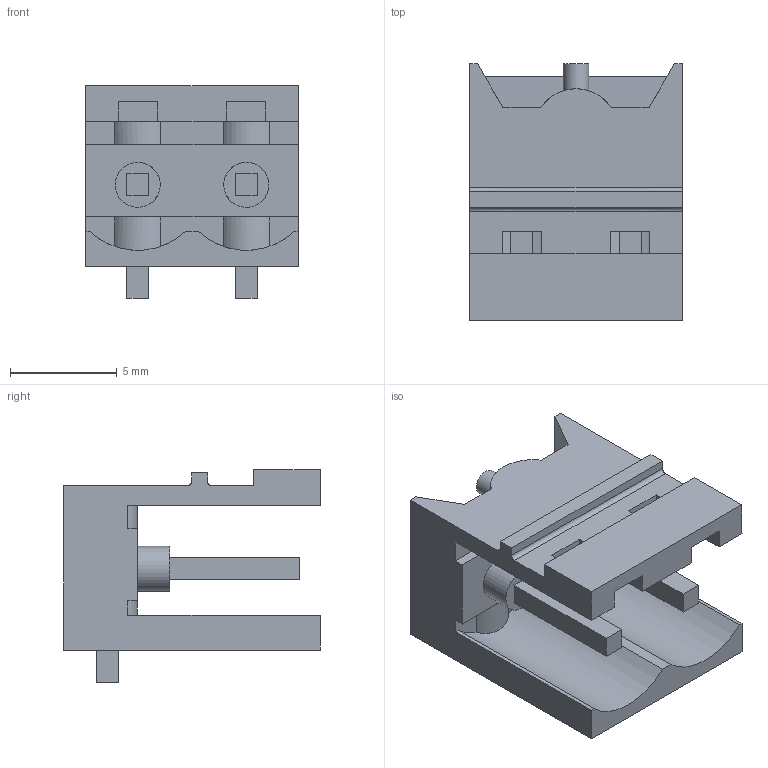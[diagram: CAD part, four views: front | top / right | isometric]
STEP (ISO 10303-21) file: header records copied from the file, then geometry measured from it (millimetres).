
FILE_DESCRIPTION(('CATIA V5 STEP Exchange','CAx-IF Rec.Pracs.--- Model Styling and Organization---1.4--- 2014-01-23'),'2;1');
FILE_NAME ('D1456769_0', '2019-01-09T09:56:09+00:00', ('none'), ('Weidmueller'), 'CATIA Version 5-6 Release 2016 SP3 HF44', 'CATIA V5 STEP AP214', 'none');
FILE_SCHEMA(('AUTOMOTIVE_DESIGN { 1 0 10303 214 1 1 1 1 }'));
Length unit declared in the file: millimetre
Products named in the file (1): 1821160000
Bounding box: 9.96 x 12 x 9.93 mm (x, y, z)
Volume: 359.6 mm3; surface area: 905 mm2
Topology: 3 solids, 3 shells, 130 faces, 383 edges, 258 vertices
Faces by surface type: plane 109, cylinder 16, extrusion 5
Entity records: 4458 total; most frequent: CARTESIAN_POINT 952, ORIENTED_EDGE 766, DIRECTION 570, EDGE_CURVE 383, VECTOR 328, LINE 323, VERTEX_POINT 258, AXIS2_PLACEMENT_3D 140
